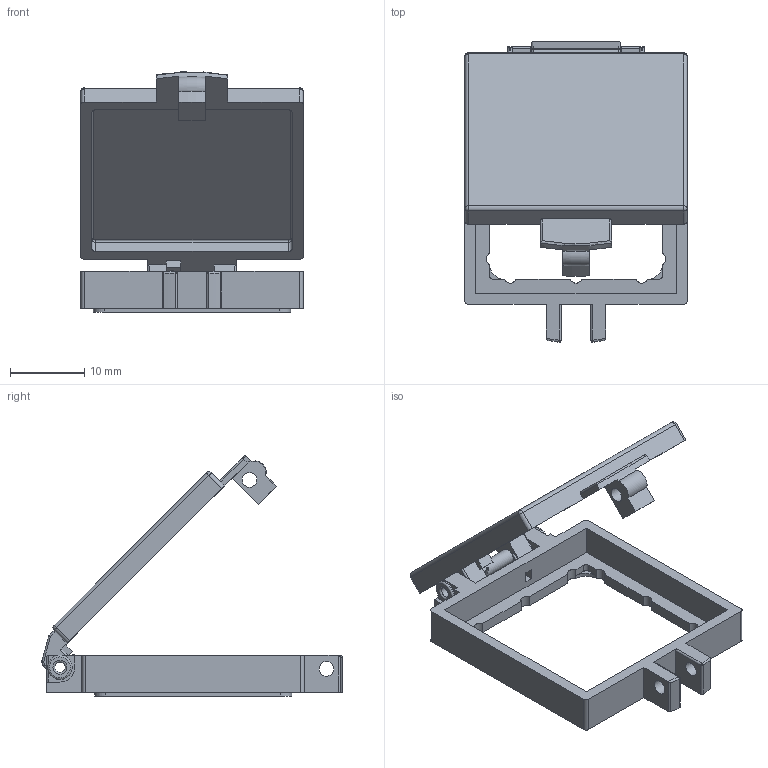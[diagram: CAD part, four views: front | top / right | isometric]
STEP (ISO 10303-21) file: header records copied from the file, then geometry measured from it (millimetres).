
FILE_DESCRIPTION(/* description */ (''),/* implementation_level */ '2;1');
FILE_NAME(/* name */ 'KDP24_ipt.stp',/* time_stamp */ '2017-04-03T15:12:45+02:00',/* author */ ('ahoffmann'),/* organization */ (''),/* preprocessor_version */ 'ST-DEVELOPER v16.1',/* originating_system */ 'Autodesk Inventor 2016',/* authorisation */ '');
FILE_SCHEMA (('AUTOMOTIVE_DESIGN { 1 0 10303 214 3 1 1 }'));
Length unit declared in the file: centimetre
Products named in the file (1): KDP24_vereinfacht
Bounding box: 30.05 x 40.56 x 32.46 mm (x, y, z)
Volume: 2835.4 mm3; surface area: 5169.3 mm2
Topology: 2 solids, 2 shells, 228 faces, 598 edges, 370 vertices
Faces by surface type: plane 109, cylinder 91, torus 10, bspline 10, sphere 8
Full cylindrical faces by diameter (mm): 0.3 x2, 1.4 x1, 2 x4, 2.1 x2, 3.3 x2
Entity records: 7012 total; most frequent: CARTESIAN_POINT 1343, DIRECTION 1207, ORIENTED_EDGE 1146, EDGE_CURVE 573, AXIS2_PLACEMENT_3D 422, VERTEX_POINT 370, LINE 363, VECTOR 363
